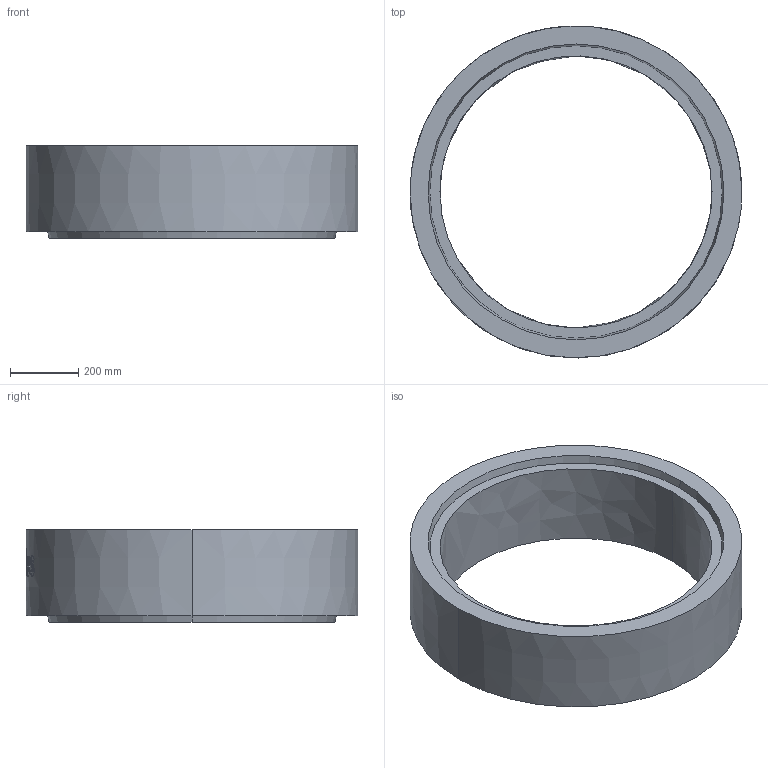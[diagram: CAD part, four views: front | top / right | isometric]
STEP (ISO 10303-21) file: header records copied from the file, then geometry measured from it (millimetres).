
FILE_DESCRIPTION (( 'STEP AP203' ), '1' );
FILE_NAME ('Rudus 2008023 UL-kaivonrengas 800x250.step', '2020-03-10T21:40:27', ( '' ), ( '' ), 'SwSTEP 2.0', 'SolidWorks 2019', '' );
FILE_SCHEMA (( 'CONFIG_CONTROL_DESIGN' ));
Length unit declared in the file: millimetre
Products named in the file (2): EK-osa-kaivorunko_UL-kaivonrengas; Rudus 2008023 UL-kaivonrengas 800x250
Assembly tree (1 placements, depth 2):
  Rudus 2008023 UL-kaivonrengas 800x250
    EK-osa-kaivorunko_UL-kaivonrengas
Bounding box: 976 x 976 x 273 mm (x, y, z)
Volume: 61299240.7 mm3; surface area: 1991518.3 mm2
Topology: 1 solids, 1 shells, 89 faces, 234 edges, 156 vertices
Faces by surface type: bspline 81, cone 4, plane 4
Entity records: 21536 total; most frequent: CARTESIAN_POINT 19800, ORIENTED_EDGE 468, EDGE_CURVE 234, B_SPLINE_CURVE_WITH_KNOTS 218, VERTEX_POINT 156, EDGE_LOOP 100, ADVANCED_FACE 89, FACE_OUTER_BOUND 89
